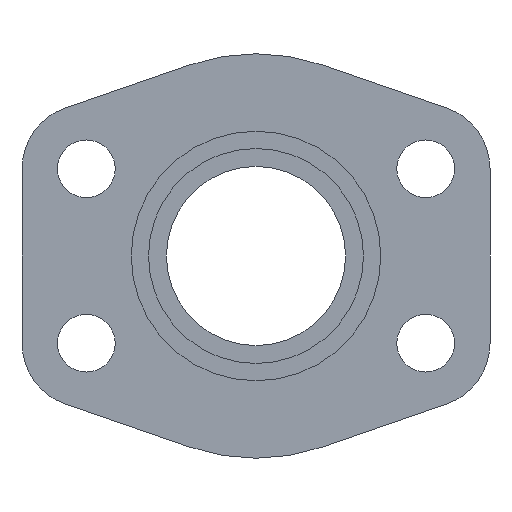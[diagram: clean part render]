
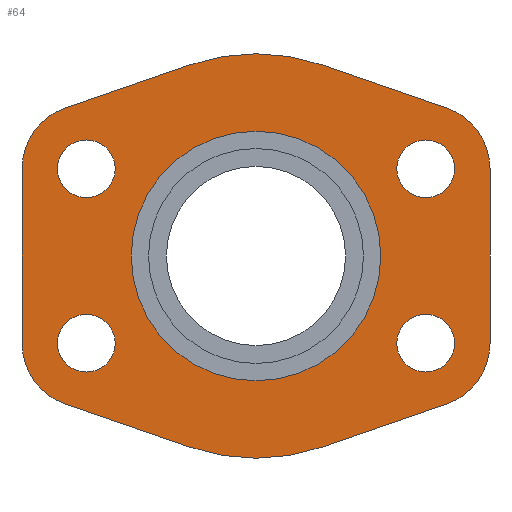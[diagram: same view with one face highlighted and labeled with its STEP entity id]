
A CAD part, front view. The second image highlights one B-rep face of the part: STEP entity #64.
In plain terms, the highlighted planar face has unit normal (0, -1, 0).
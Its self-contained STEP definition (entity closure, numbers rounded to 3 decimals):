
#64=ADVANCED_FACE('',(#131,#132,#133,#134,#135,#136),#137,.F.);
#131=FACE_BOUND('',#238,.T.);
#132=FACE_OUTER_BOUND('',#239,.T.);
#133=FACE_BOUND('',#240,.T.);
#134=FACE_BOUND('',#241,.T.);
#135=FACE_BOUND('',#242,.T.);
#136=FACE_BOUND('',#243,.T.);
#137=PLANE('',#244);
#238=EDGE_LOOP('',(#436,#437));
#239=EDGE_LOOP('',(#438,#439,#440,#441,#442,#443,#444,#445,#446,#447,#448,#449));
#240=EDGE_LOOP('',(#450,#451));
#241=EDGE_LOOP('',(#452,#453));
#242=EDGE_LOOP('',(#454,#455));
#243=EDGE_LOOP('',(#456,#457));
#244=AXIS2_PLACEMENT_3D('',#458,#459,#460);
#436=ORIENTED_EDGE('',*,*,#748,.T.);
#437=ORIENTED_EDGE('',*,*,#741,.T.);
#438=ORIENTED_EDGE('',*,*,#750,.F.);
#439=ORIENTED_EDGE('',*,*,#751,.F.);
#440=ORIENTED_EDGE('',*,*,#752,.F.);
#441=ORIENTED_EDGE('',*,*,#753,.T.);
#442=ORIENTED_EDGE('',*,*,#754,.F.);
#443=ORIENTED_EDGE('',*,*,#755,.F.);
#444=ORIENTED_EDGE('',*,*,#756,.F.);
#445=ORIENTED_EDGE('',*,*,#757,.F.);
#446=ORIENTED_EDGE('',*,*,#758,.F.);
#447=ORIENTED_EDGE('',*,*,#759,.T.);
#448=ORIENTED_EDGE('',*,*,#760,.F.);
#449=ORIENTED_EDGE('',*,*,#761,.F.);
#450=ORIENTED_EDGE('',*,*,#762,.T.);
#451=ORIENTED_EDGE('',*,*,#705,.T.);
#452=ORIENTED_EDGE('',*,*,#763,.T.);
#453=ORIENTED_EDGE('',*,*,#709,.T.);
#454=ORIENTED_EDGE('',*,*,#764,.T.);
#455=ORIENTED_EDGE('',*,*,#713,.T.);
#456=ORIENTED_EDGE('',*,*,#765,.T.);
#457=ORIENTED_EDGE('',*,*,#717,.T.);
#458=CARTESIAN_POINT('',(0.,0.,0.));
#459=DIRECTION('',(-0.0,1.0,0.));
#460=DIRECTION('',(1.0,0.0,0.0));
#705=EDGE_CURVE('',#833,#837,#839,.T.);
#709=EDGE_CURVE('',#841,#845,#847,.T.);
#713=EDGE_CURVE('',#849,#853,#855,.T.);
#717=EDGE_CURVE('',#857,#861,#863,.T.);
#741=EDGE_CURVE('',#903,#907,#909,.T.);
#748=EDGE_CURVE('',#907,#903,#920,.T.);
#750=EDGE_CURVE('',#922,#923,#924,.T.);
#751=EDGE_CURVE('',#925,#922,#926,.T.);
#752=EDGE_CURVE('',#927,#925,#928,.T.);
#753=EDGE_CURVE('',#927,#929,#930,.T.);
#754=EDGE_CURVE('',#931,#929,#932,.T.);
#755=EDGE_CURVE('',#933,#931,#934,.T.);
#756=EDGE_CURVE('',#935,#933,#936,.T.);
#757=EDGE_CURVE('',#937,#935,#938,.T.);
#758=EDGE_CURVE('',#939,#937,#940,.T.);
#759=EDGE_CURVE('',#939,#941,#942,.T.);
#760=EDGE_CURVE('',#943,#941,#944,.T.);
#761=EDGE_CURVE('',#923,#943,#945,.T.);
#762=EDGE_CURVE('',#837,#833,#946,.T.);
#763=EDGE_CURVE('',#845,#841,#947,.T.);
#764=EDGE_CURVE('',#853,#849,#948,.T.);
#765=EDGE_CURVE('',#861,#857,#949,.T.);
#833=VERTEX_POINT('',#1039);
#837=VERTEX_POINT('',#1044);
#839=CIRCLE('',#1047,5.0);
#841=VERTEX_POINT('',#1049);
#845=VERTEX_POINT('',#1054);
#847=CIRCLE('',#1057,5.0);
#849=VERTEX_POINT('',#1059);
#853=VERTEX_POINT('',#1064);
#855=CIRCLE('',#1067,5.0);
#857=VERTEX_POINT('',#1069);
#861=VERTEX_POINT('',#1074);
#863=CIRCLE('',#1077,5.0);
#903=VERTEX_POINT('',#1321);
#907=VERTEX_POINT('',#1326);
#909=CIRCLE('',#1329,21.6);
#920=CIRCLE('',#1342,21.6);
#922=VERTEX_POINT('',#1344);
#923=VERTEX_POINT('',#1345);
#924=CIRCLE('',#1346,11.14);
#925=VERTEX_POINT('',#1347);
#926=LINE('',#1348,#1349);
#927=VERTEX_POINT('',#1350);
#928=CIRCLE('',#1351,35.0);
#929=VERTEX_POINT('',#1352);
#930=LINE('',#1353,#1354);
#931=VERTEX_POINT('',#1355);
#932=CIRCLE('',#1356,11.14);
#933=VERTEX_POINT('',#1357);
#934=LINE('',#1358,#1359);
#935=VERTEX_POINT('',#1360);
#936=CIRCLE('',#1361,11.14);
#937=VERTEX_POINT('',#1362);
#938=LINE('',#1363,#1364);
#939=VERTEX_POINT('',#1365);
#940=CIRCLE('',#1366,35.0);
#941=VERTEX_POINT('',#1367);
#942=LINE('',#1368,#1369);
#943=VERTEX_POINT('',#1370);
#944=CIRCLE('',#1371,11.14);
#945=LINE('',#1372,#1373);
#946=CIRCLE('',#1374,5.0);
#947=CIRCLE('',#1375,5.0);
#948=CIRCLE('',#1376,5.0);
#949=CIRCLE('',#1377,5.0);
#1039=CARTESIAN_POINT('',(-24.36,0.0,-15.09));
#1044=CARTESIAN_POINT('',(-34.36,0.,-15.09));
#1047=AXIS2_PLACEMENT_3D('',#1547,#1548,#1549);
#1049=CARTESIAN_POINT('',(34.36,0.0,-15.09));
#1054=CARTESIAN_POINT('',(24.36,0.,-15.09));
#1057=AXIS2_PLACEMENT_3D('',#1555,#1556,#1557);
#1059=CARTESIAN_POINT('',(-24.36,0.0,15.09));
#1064=CARTESIAN_POINT('',(-34.36,0.,15.09));
#1067=AXIS2_PLACEMENT_3D('',#1563,#1564,#1565);
#1069=CARTESIAN_POINT('',(34.36,0.0,15.09));
#1074=CARTESIAN_POINT('',(24.36,0.,15.09));
#1077=AXIS2_PLACEMENT_3D('',#1571,#1572,#1573);
#1321=CARTESIAN_POINT('',(-21.6,0.,0.));
#1326=CARTESIAN_POINT('',(21.6,0.,0.));
#1329=AXIS2_PLACEMENT_3D('',#1609,#1610,#1611);
#1342=AXIS2_PLACEMENT_3D('',#1626,#1627,#1628);
#1344=CARTESIAN_POINT('',(-33.002,0.,-25.618));
#1345=CARTESIAN_POINT('',(-40.5,0.,-15.09));
#1346=AXIS2_PLACEMENT_3D('',#1632,#1633,#1634);
#1347=CARTESIAN_POINT('',(-11.443,0.,-33.076));
#1348=CARTESIAN_POINT('',(-11.443,0.,-33.076));
#1349=VECTOR('',#1635,1.0);
#1350=CARTESIAN_POINT('',(11.443,0.,-33.076));
#1351=AXIS2_PLACEMENT_3D('',#1636,#1637,#1638);
#1352=CARTESIAN_POINT('',(33.002,0.,-25.618));
#1353=CARTESIAN_POINT('',(11.443,0.,-33.076));
#1354=VECTOR('',#1639,1.0);
#1355=CARTESIAN_POINT('',(40.5,0.,-15.09));
#1356=AXIS2_PLACEMENT_3D('',#1640,#1641,#1642);
#1357=CARTESIAN_POINT('',(40.5,0.,15.09));
#1358=CARTESIAN_POINT('',(40.5,0.,15.09));
#1359=VECTOR('',#1643,1.0);
#1360=CARTESIAN_POINT('',(33.002,0.,25.618));
#1361=AXIS2_PLACEMENT_3D('',#1644,#1645,#1646);
#1362=CARTESIAN_POINT('',(11.443,0.,33.076));
#1363=CARTESIAN_POINT('',(11.443,0.,33.076));
#1364=VECTOR('',#1647,1.0);
#1365=CARTESIAN_POINT('',(-11.443,0.,33.076));
#1366=AXIS2_PLACEMENT_3D('',#1648,#1649,#1650);
#1367=CARTESIAN_POINT('',(-33.002,0.,25.618));
#1368=CARTESIAN_POINT('',(-11.443,0.,33.076));
#1369=VECTOR('',#1651,1.0);
#1370=CARTESIAN_POINT('',(-40.5,0.,15.09));
#1371=AXIS2_PLACEMENT_3D('',#1652,#1653,#1654);
#1372=CARTESIAN_POINT('',(-40.5,0.,-15.09));
#1373=VECTOR('',#1655,1.0);
#1374=AXIS2_PLACEMENT_3D('',#1656,#1657,#1658);
#1375=AXIS2_PLACEMENT_3D('',#1659,#1660,#1661);
#1376=AXIS2_PLACEMENT_3D('',#1662,#1663,#1664);
#1377=AXIS2_PLACEMENT_3D('',#1665,#1666,#1667);
#1547=CARTESIAN_POINT('',(-29.36,0.0,-15.09));
#1548=DIRECTION('',(-0.0,1.0,0.));
#1549=DIRECTION('',(1.0,0.0,0.0));
#1555=CARTESIAN_POINT('',(29.36,0.0,-15.09));
#1556=DIRECTION('',(-0.0,1.0,0.));
#1557=DIRECTION('',(1.0,0.0,0.0));
#1563=CARTESIAN_POINT('',(-29.36,0.0,15.09));
#1564=DIRECTION('',(-0.0,1.0,0.));
#1565=DIRECTION('',(1.0,0.0,0.0));
#1571=CARTESIAN_POINT('',(29.36,0.0,15.09));
#1572=DIRECTION('',(-0.0,1.0,0.));
#1573=DIRECTION('',(1.0,0.0,0.0));
#1609=CARTESIAN_POINT('',(0.0,0.0,0.0));
#1610=DIRECTION('',(0.0,1.0,0.));
#1611=DIRECTION('',(-1.0,0.0,0.0));
#1626=CARTESIAN_POINT('',(0.0,0.0,0.0));
#1627=DIRECTION('',(0.0,1.0,0.));
#1628=DIRECTION('',(-1.0,0.0,0.0));
#1632=CARTESIAN_POINT('',(-29.36,0.,-15.09));
#1633=DIRECTION('',(-0.0,1.0,0.));
#1634=DIRECTION('',(1.0,0.0,0.0));
#1635=DIRECTION('',(-0.945,0.,0.327));
#1636=CARTESIAN_POINT('',(0.0,0.0,0.0));
#1637=DIRECTION('',(-0.0,1.0,0.));
#1638=DIRECTION('',(1.0,0.0,0.0));
#1639=DIRECTION('',(0.945,0.,0.327));
#1640=CARTESIAN_POINT('',(29.36,0.,-15.09));
#1641=DIRECTION('',(-0.0,1.0,0.));
#1642=DIRECTION('',(1.0,0.0,0.0));
#1643=DIRECTION('',(0.0,0.,-1.0));
#1644=CARTESIAN_POINT('',(29.36,0.,15.09));
#1645=DIRECTION('',(-0.0,1.0,0.));
#1646=DIRECTION('',(1.0,0.0,0.0));
#1647=DIRECTION('',(0.945,0.,-0.327));
#1648=CARTESIAN_POINT('',(0.0,0.0,0.0));
#1649=DIRECTION('',(-0.0,1.0,0.));
#1650=DIRECTION('',(1.0,0.0,0.0));
#1651=DIRECTION('',(-0.945,0.,-0.327));
#1652=CARTESIAN_POINT('',(-29.36,0.,15.09));
#1653=DIRECTION('',(-0.0,1.0,0.));
#1654=DIRECTION('',(1.0,0.0,0.0));
#1655=DIRECTION('',(0.0,0.,1.0));
#1656=CARTESIAN_POINT('',(-29.36,0.0,-15.09));
#1657=DIRECTION('',(-0.0,1.0,0.));
#1658=DIRECTION('',(1.0,0.0,0.0));
#1659=CARTESIAN_POINT('',(29.36,0.0,-15.09));
#1660=DIRECTION('',(-0.0,1.0,0.));
#1661=DIRECTION('',(1.0,0.0,0.0));
#1662=CARTESIAN_POINT('',(-29.36,0.0,15.09));
#1663=DIRECTION('',(-0.0,1.0,0.));
#1664=DIRECTION('',(1.0,0.0,0.0));
#1665=CARTESIAN_POINT('',(29.36,0.0,15.09));
#1666=DIRECTION('',(-0.0,1.0,0.));
#1667=DIRECTION('',(1.0,0.0,0.0));
